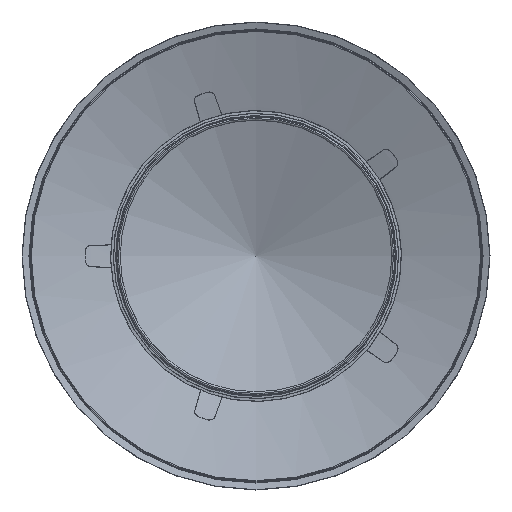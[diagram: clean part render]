
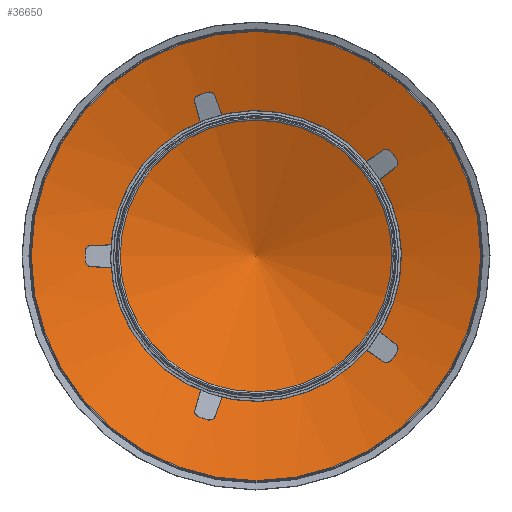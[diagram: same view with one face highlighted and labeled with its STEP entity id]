
A CAD part, front view. The second image highlights one B-rep face of the part: STEP entity #36650.
In plain terms, the highlighted conical face has half-angle 71.181 degrees and reference radius 100.327 mm.
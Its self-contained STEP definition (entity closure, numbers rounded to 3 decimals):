
#8828=CONICAL_SURFACE('',#40018,100.327,71.181);
#10536=FACE_OUTER_BOUND('',#13008,.T.);
#13008=EDGE_LOOP('',(#33123));
#14858=CIRCLE('',#40014,200.262);
#18151=VERTEX_POINT('',#61724);
#23150=EDGE_CURVE('',#18151,#18151,#14858,.T.);
#33123=ORIENTED_EDGE('',*,*,#23150,.F.);
#36650=ADVANCED_FACE('',(#10536),#8828,.F.);
#40014=AXIS2_PLACEMENT_3D('',#61725,#49826,#49827);
#40018=AXIS2_PLACEMENT_3D('',#61731,#49834,#49835);
#49826=DIRECTION('center_axis',(0.,1.,0.));
#49827=DIRECTION('ref_axis',(-1.,0.,0.));
#49834=DIRECTION('center_axis',(0.,-1.,0.));
#49835=DIRECTION('ref_axis',(1.,0.,0.));
#61724=CARTESIAN_POINT('',(200.262,1.012,0.));
#61725=CARTESIAN_POINT('Origin',(0.,1.012,0.));
#61731=CARTESIAN_POINT('Origin',(0.,35.069,
0.));
